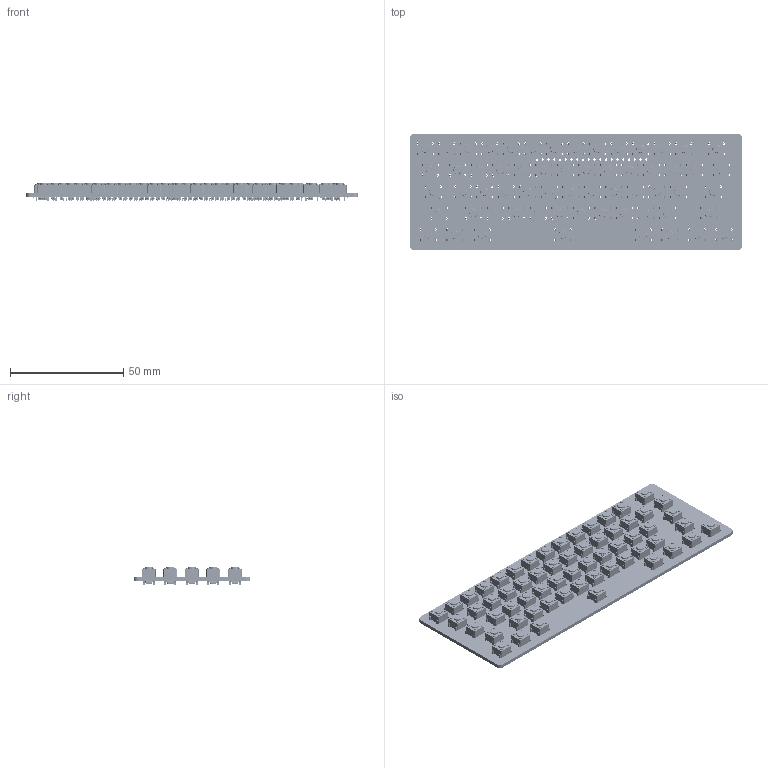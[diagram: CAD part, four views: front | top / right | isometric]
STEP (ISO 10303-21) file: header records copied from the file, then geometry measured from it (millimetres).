
FILE_DESCRIPTION(('KiCad electronic assembly'),'2;1');
FILE_NAME('tiny-keeb.step','2024-12-03T23:58:24',('Pcbnew'),('Kicad'), 'Open CASCADE STEP processor 7.7','KiCad to STEP converter','Unknown' );
FILE_SCHEMA(('AUTOMOTIVE_DESIGN { 1 0 10303 214 1 1 1 1 }'));
Length unit declared in the file: millimetre
Products named in the file (6): tiny-keeb 1; SW_PUSH_6mm; SOLID; D_SOD-123; tiny-keeb PCB
Assembly tree (125 placements, depth 3):
  tiny-keeb 1
    SW_PUSH_6mm  x61
      SOLID
    D_SOD-123  x61
      SOLID
    tiny-keeb PCB
Bounding box: 146.5 x 51.5 x 7.8 mm (x, y, z)
Volume: 20616.2 mm3; surface area: 30296.9 mm2
Topology: 123 solids, 123 shells, 10806 faces, 27349 edges, 17155 vertices
Faces by surface type: plane 5906, cylinder 3253, bspline 1586, torus 61
Full cylindrical faces by diameter (mm): 1 x264, 1.1 x244, 3.5 x61
Entity records: 38755 total; most frequent: CARTESIAN_POINT 9268, DIRECTION 5251, LINE 2784, VECTOR 2784, ORIENTED_EDGE 2738, PCURVE 2738, DEFINITIONAL_REPRESENTATION 2738, EDGE_CURVE 1369
